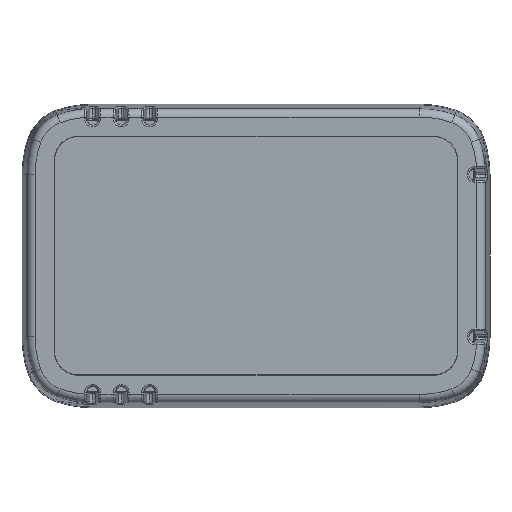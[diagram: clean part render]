
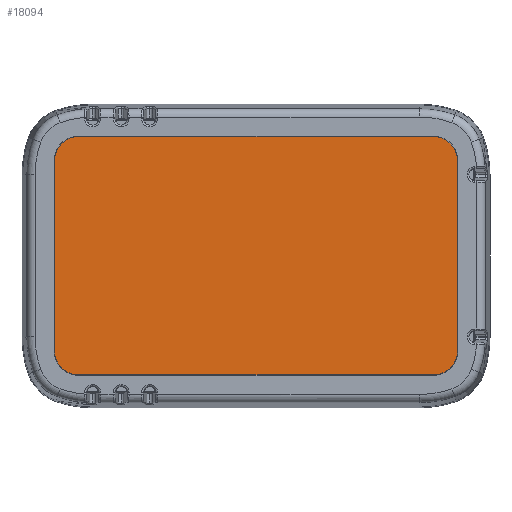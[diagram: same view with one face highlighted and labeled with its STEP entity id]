
A CAD part, top view. The second image highlights one B-rep face of the part: STEP entity #18094.
In plain terms, the highlighted face is planar.
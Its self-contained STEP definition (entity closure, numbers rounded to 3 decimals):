
#2405=LINE('',#42479,#3410);
#2408=LINE('',#42487,#3413);
#2411=LINE('',#42495,#3416);
#2413=LINE('',#42501,#3418);
#3410=VECTOR('',#24771,10.);
#3413=VECTOR('',#24780,10.);
#3416=VECTOR('',#24789,10.);
#3418=VECTOR('',#24797,10.);
#3847=PLANE('',#20120);
#4809=FACE_OUTER_BOUND('',#5948,.T.);
#5948=EDGE_LOOP('',(#16187,#16188,#16189,#16190,#16191,#16192,#16193,#16194));
#6967=CIRCLE('',#20109,4.4);
#6968=CIRCLE('',#20112,4.4);
#6969=CIRCLE('',#20115,4.4);
#6970=CIRCLE('',#20118,4.4);
#8508=VERTEX_POINT('',#42471);
#8509=VERTEX_POINT('',#42472);
#8510=VERTEX_POINT('',#42477);
#8511=VERTEX_POINT('',#42481);
#8512=VERTEX_POINT('',#42482);
#8513=VERTEX_POINT('',#42489);
#8514=VERTEX_POINT('',#42490);
#8515=VERTEX_POINT('',#42497);
#11114=EDGE_CURVE('',#8508,#8509,#6967,.T.);
#11118=EDGE_CURVE('',#8510,#8509,#2405,.T.);
#11119=EDGE_CURVE('',#8511,#8512,#6968,.T.);
#11122=EDGE_CURVE('',#8508,#8512,#2408,.T.);
#11123=EDGE_CURVE('',#8513,#8514,#6969,.T.);
#11126=EDGE_CURVE('',#8511,#8514,#2411,.T.);
#11127=EDGE_CURVE('',#8510,#8515,#6970,.T.);
#11129=EDGE_CURVE('',#8513,#8515,#2413,.T.);
#16187=ORIENTED_EDGE('',*,*,#11114,.T.);
#16188=ORIENTED_EDGE('',*,*,#11118,.F.);
#16189=ORIENTED_EDGE('',*,*,#11127,.T.);
#16190=ORIENTED_EDGE('',*,*,#11129,.F.);
#16191=ORIENTED_EDGE('',*,*,#11123,.T.);
#16192=ORIENTED_EDGE('',*,*,#11126,.F.);
#16193=ORIENTED_EDGE('',*,*,#11119,.T.);
#16194=ORIENTED_EDGE('',*,*,#11122,.F.);
#18094=ADVANCED_FACE('',(#4809),#3847,.F.);
#20109=AXIS2_PLACEMENT_3D('',#42473,#24764,#24765);
#20112=AXIS2_PLACEMENT_3D('',#42483,#24774,#24775);
#20115=AXIS2_PLACEMENT_3D('',#42491,#24783,#24784);
#20118=AXIS2_PLACEMENT_3D('',#42498,#24792,#24793);
#20120=AXIS2_PLACEMENT_3D('',#42502,#24798,#24799);
#24764=DIRECTION('center_axis',(0.,0.,-1.));
#24765=DIRECTION('ref_axis',(0.707,0.707,0.));
#24771=DIRECTION('',(0.,1.,0.));
#24774=DIRECTION('center_axis',(0.,0.,-1.));
#24775=DIRECTION('ref_axis',(-0.707,0.707,0.));
#24780=DIRECTION('',(-1.,0.,0.));
#24783=DIRECTION('center_axis',(0.,0.,-1.));
#24784=DIRECTION('ref_axis',(-0.707,-0.707,0.));
#24789=DIRECTION('',(0.,-1.,0.));
#24792=DIRECTION('center_axis',(0.,0.,-1.));
#24793=DIRECTION('ref_axis',(0.707,-0.707,0.));
#24797=DIRECTION('',(1.,0.,0.));
#24798=DIRECTION('center_axis',(0.,0.,1.));
#24799=DIRECTION('ref_axis',(1.,0.,0.));
#42471=CARTESIAN_POINT('',(32.35,21.75,-1.4));
#42472=CARTESIAN_POINT('',(36.75,17.35,-1.4));
#42473=CARTESIAN_POINT('Origin',(32.35,17.35,-1.4));
#42477=CARTESIAN_POINT('',(36.75,-17.35,-1.4));
#42479=CARTESIAN_POINT('',(36.75,-21.75,-1.4));
#42481=CARTESIAN_POINT('',(-36.75,17.35,-1.4));
#42482=CARTESIAN_POINT('',(-32.35,21.75,-1.4));
#42483=CARTESIAN_POINT('Origin',(-32.35,17.35,-1.4));
#42487=CARTESIAN_POINT('',(36.75,21.75,-1.4));
#42489=CARTESIAN_POINT('',(-32.35,-21.75,-1.4));
#42490=CARTESIAN_POINT('',(-36.75,-17.35,-1.4));
#42491=CARTESIAN_POINT('Origin',(-32.35,-17.35,-1.4));
#42495=CARTESIAN_POINT('',(-36.75,21.75,-1.4));
#42497=CARTESIAN_POINT('',(32.35,-21.75,-1.4));
#42498=CARTESIAN_POINT('Origin',(32.35,-17.35,-1.4));
#42501=CARTESIAN_POINT('',(-36.75,-21.75,-1.4));
#42502=CARTESIAN_POINT('Origin',(0.,0.,-1.4));
